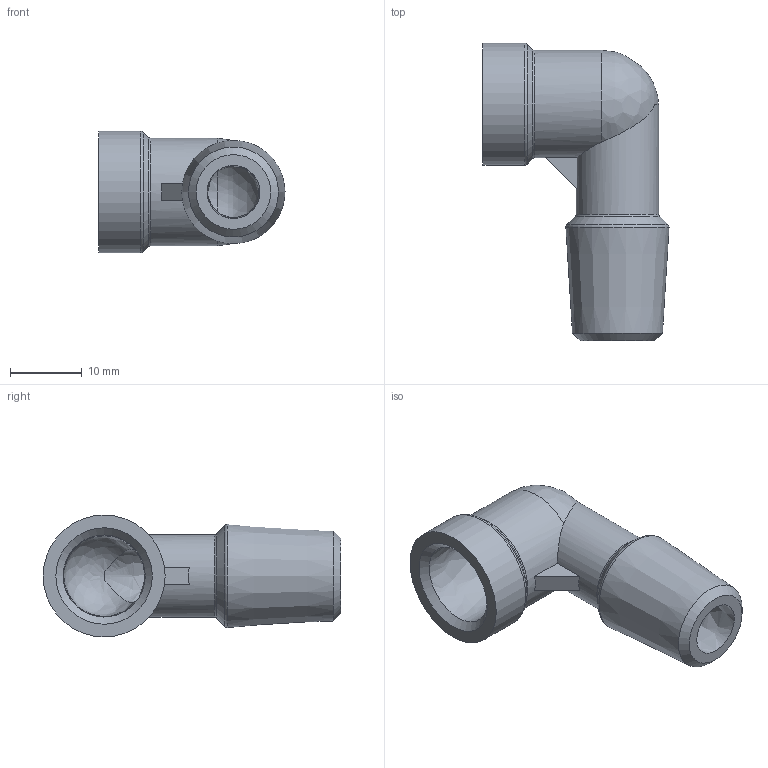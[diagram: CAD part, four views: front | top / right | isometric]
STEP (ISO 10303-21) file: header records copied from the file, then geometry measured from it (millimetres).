
FILE_DESCRIPTION((''),'2;1');
FILE_NAME('Winkelstueck R1_4 90° VA A260012350.stp','2007-02-27T08:25:26',('ScheitB'),(''),'Autodesk Inventor 10','Autodesk Inventor 10','');
FILE_SCHEMA(('AUTOMOTIVE_DESIGN { 1 0 10303 214 1 1 1 1 }'));
Length unit declared in the file: millimetre
Products named in the file (1): anwin09a
Bounding box: 25.94 x 41.5 x 17 mm (x, y, z)
Volume: 4284.9 mm3; surface area: 3829.1 mm2
Topology: 1 solids, 1 shells, 23 faces, 56 edges, 34 vertices
Faces by surface type: bspline 7, plane 6, cone 5, cylinder 3, torus 2
Full cylindrical faces by diameter (mm): 11.5 x1, 15 x1, 17 x1
Entity records: 903 total; most frequent: CARTESIAN_POINT 457, DIRECTION 84, ORIENTED_EDGE 72, AXIS2_PLACEMENT_3D 39, EDGE_LOOP 39, EDGE_CURVE 36, VERTEX_POINT 29, FACE_OUTER_BOUND 23
